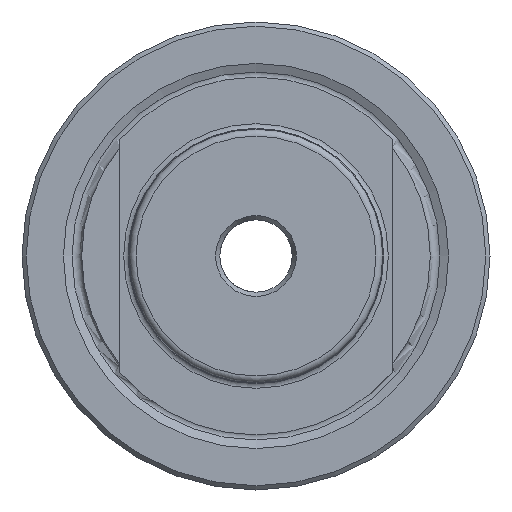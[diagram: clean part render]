
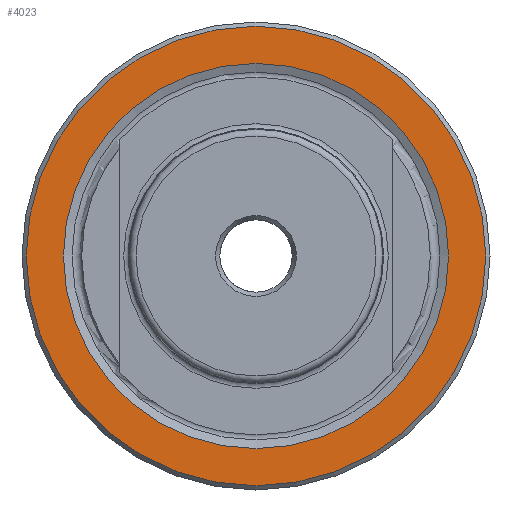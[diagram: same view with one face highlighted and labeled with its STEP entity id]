
A CAD part, left-side view. The second image highlights one B-rep face of the part: STEP entity #4023.
In plain terms, the highlighted planar face has unit normal (-1, 0, 0).
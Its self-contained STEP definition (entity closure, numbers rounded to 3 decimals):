
#113 = DIRECTION ( 'NONE',  ( -1., 0., 0. ) ) ;
#162 = EDGE_LOOP ( 'NONE', ( #496 ) ) ;
#496 = ORIENTED_EDGE ( 'NONE', *, *, #4247, .F. ) ;
#525 = DIRECTION ( 'NONE',  ( 0., 0., 1. ) ) ;
#909 = ORIENTED_EDGE ( 'NONE', *, *, #2284, .T. ) ;
#941 = AXIS2_PLACEMENT_3D ( 'NONE', #4523, #982, #2564 ) ;
#982 = DIRECTION ( 'NONE',  ( -1., 0., 0. ) ) ;
#1088 = CIRCLE ( 'NONE', #3117, 27. ) ;
#1270 = CARTESIAN_POINT ( 'NONE',  ( 30., 0., 0. ) ) ;
#1381 = AXIS2_PLACEMENT_3D ( 'NONE', #2038, #3606, #2055 ) ;
#2038 = CARTESIAN_POINT ( 'NONE',  ( 30., -22.632, 0. ) ) ;
#2055 = DIRECTION ( 'NONE',  ( 0., 0., -1. ) ) ;
#2284 = EDGE_CURVE ( 'NONE', #2330, #2330, #1088, .T. ) ;
#2330 = VERTEX_POINT ( 'NONE', #4585 ) ;
#2384 = PLANE ( 'NONE',  #1381 ) ;
#2564 = DIRECTION ( 'NONE',  ( 0., 0., 1. ) ) ;
#3057 = CARTESIAN_POINT ( 'NONE',  ( 30., 0., 22.632 ) ) ;
#3117 = AXIS2_PLACEMENT_3D ( 'NONE', #1270, #113, #525 ) ;
#3504 = CIRCLE ( 'NONE', #941, 22.632 ) ;
#3606 = DIRECTION ( 'NONE',  ( 1., 0., 0. ) ) ;
#3608 = VERTEX_POINT ( 'NONE', #3057 ) ;
#3748 = EDGE_LOOP ( 'NONE', ( #909 ) ) ;
#3821 = FACE_OUTER_BOUND ( 'NONE', #3748, .T. ) ;
#4023 = ADVANCED_FACE ( 'NONE', ( #4080, #3821 ), #2384, .F. ) ;
#4080 = FACE_BOUND ( 'NONE', #162, .T. ) ;
#4247 = EDGE_CURVE ( 'NONE', #3608, #3608, #3504, .T. ) ;
#4523 = CARTESIAN_POINT ( 'NONE',  ( 30., 0., 0. ) ) ;
#4585 = CARTESIAN_POINT ( 'NONE',  ( 30., 0., 27. ) ) ;
